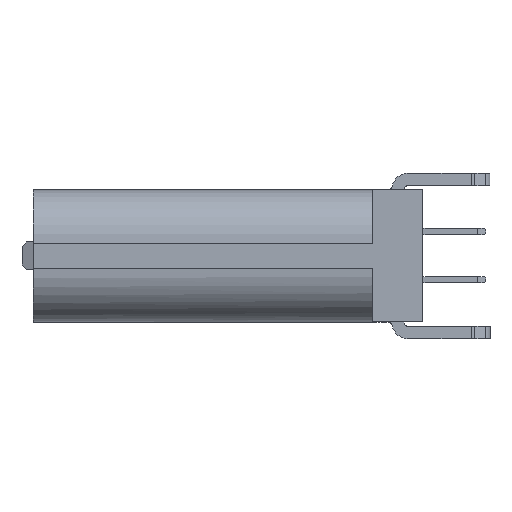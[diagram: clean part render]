
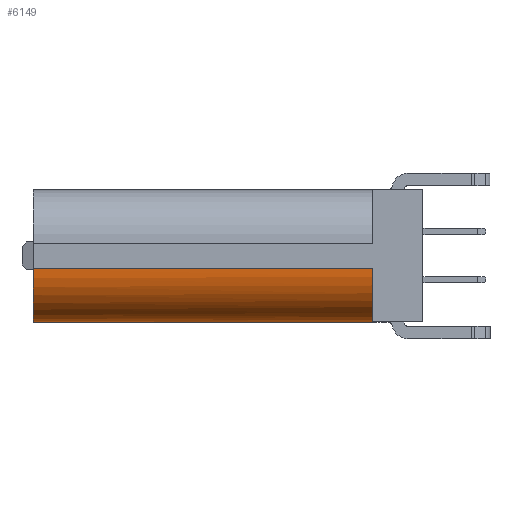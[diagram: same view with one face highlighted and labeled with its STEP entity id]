
A CAD part, left-side view. The second image highlights one B-rep face of the part: STEP entity #6149.
In plain terms, the highlighted cylindrical face has radius 1.28 mm (diameter 2.56 mm), a partial arc.
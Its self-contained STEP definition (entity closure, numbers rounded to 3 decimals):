
#1637 = ORIENTED_EDGE ( 'NONE', *, *, #15533, .F. ) ;
#1638 = ORIENTED_EDGE ( 'NONE', *, *, #15531, .T. ) ;
#1639 = ORIENTED_EDGE ( 'NONE', *, *, #15535, .T. ) ;
#1640 = ORIENTED_EDGE ( 'NONE', *, *, #15537, .T. ) ;
#1641 = ORIENTED_EDGE ( 'NONE', *, *, #15539, .F. ) ;
#3013 = CARTESIAN_POINT ( 'NONE',  ( 1.81, 11.607, 0.382 ) ) ;
#3030 = DIRECTION ( 'NONE',  ( -1., 0., 0. ) ) ;
#3179 = DIRECTION ( 'NONE',  ( 0., 1., 0. ) ) ;
#5139 = VERTEX_POINT ( 'NONE', #17084 ) ;
#5145 = VERTEX_POINT ( 'NONE', #17081 ) ;
#5307 = VERTEX_POINT ( 'NONE', #16974 ) ;
#5314 = VERTEX_POINT ( 'NONE', #16969 ) ;
#5427 = VERTEX_POINT ( 'NONE', #16881 ) ;
#6149 = ADVANCED_FACE ( 'NONE', ( #14058 ), #14051, .T. ) ;
#8037 = AXIS2_PLACEMENT_3D ( 'NONE', #10476, #10474, #10473 ) ;
#8038 = AXIS2_PLACEMENT_3D ( 'NONE', #10481, #10480, #10479 ) ;
#8039 = AXIS2_PLACEMENT_3D ( 'NONE', #10485, #10484, #10483 ) ;
#8115 = LINE ( 'NONE', #10482, #8337 ) ;
#8299 = CIRCLE ( 'NONE', #8039, 1.28 ) ;
#8337 = VECTOR ( 'NONE', #10471, 1000. ) ;
#8349 = CIRCLE ( 'NONE', #8038, 1.28 ) ;
#8389 = VECTOR ( 'NONE', #10496, 1000. ) ;
#8592 = CIRCLE ( 'NONE', #8037, 1.28 ) ;
#8917 = LINE ( 'NONE', #10492, #8389 ) ;
#10471 = DIRECTION ( 'NONE',  ( 0., -1., 0. ) ) ;
#10473 = DIRECTION ( 'NONE',  ( -1., 0., 0. ) ) ;
#10474 = DIRECTION ( 'NONE',  ( 0., 1., 0. ) ) ;
#10476 = CARTESIAN_POINT ( 'NONE',  ( 1.81, 2.807, 0.382 ) ) ;
#10479 = DIRECTION ( 'NONE',  ( -1., 0., 0. ) ) ;
#10480 = DIRECTION ( 'NONE',  ( 0., 1., 0. ) ) ;
#10481 = CARTESIAN_POINT ( 'NONE',  ( 1.81, 2.807, 0.382 ) ) ;
#10482 = CARTESIAN_POINT ( 'NONE',  ( 0.53, 11.607, 0.382 ) ) ;
#10483 = DIRECTION ( 'NONE',  ( -1., 0., 0. ) ) ;
#10484 = DIRECTION ( 'NONE',  ( 0., 1., 0. ) ) ;
#10485 = CARTESIAN_POINT ( 'NONE',  ( 1.81, 10.907, 0.382 ) ) ;
#10492 = CARTESIAN_POINT ( 'NONE',  ( 1.81, 11.607, -0.898 ) ) ;
#10496 = DIRECTION ( 'NONE',  ( 0., -1., 0. ) ) ;
#12411 = AXIS2_PLACEMENT_3D ( 'NONE', #3013, #3179, #3030 ) ;
#14051 = CYLINDRICAL_SURFACE ( 'NONE', #12411, 1.28 ) ;
#14058 = FACE_OUTER_BOUND ( 'NONE', #15107, .T. ) ;
#15107 = EDGE_LOOP ( 'NONE', ( #1637, #1638, #1639, #1640, #1641 ) ) ;
#15531 = EDGE_CURVE ( 'NONE', #5139, #5145, #8917, .T. ) ;
#15533 = EDGE_CURVE ( 'NONE', #5139, #5314, #8299, .T. ) ;
#15535 = EDGE_CURVE ( 'NONE', #5145, #5427, #8349, .T. ) ;
#15537 = EDGE_CURVE ( 'NONE', #5427, #5307, #8592, .T. ) ;
#15539 = EDGE_CURVE ( 'NONE', #5314, #5307, #8115, .T. ) ;
#16881 = CARTESIAN_POINT ( 'NONE',  ( 1.65, 2.807, -0.888 ) ) ;
#16969 = CARTESIAN_POINT ( 'NONE',  ( 0.53, 10.907, 0.382 ) ) ;
#16974 = CARTESIAN_POINT ( 'NONE',  ( 0.53, 2.807, 0.382 ) ) ;
#17081 = CARTESIAN_POINT ( 'NONE',  ( 1.81, 2.807, -0.898 ) ) ;
#17084 = CARTESIAN_POINT ( 'NONE',  ( 1.81, 10.907, -0.898 ) ) ;
